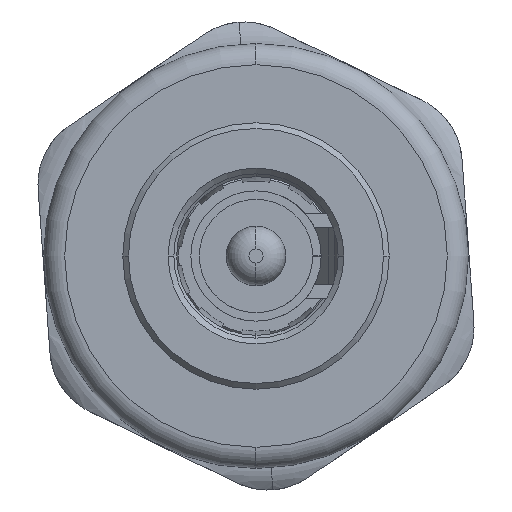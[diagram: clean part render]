
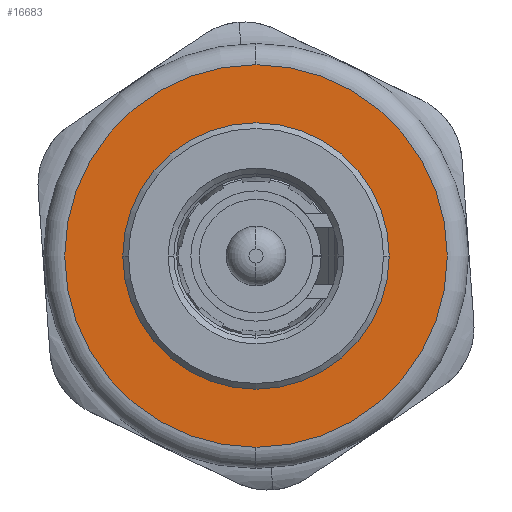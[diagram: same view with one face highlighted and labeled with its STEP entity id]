
A CAD part, left-side view. The second image highlights one B-rep face of the part: STEP entity #16683.
In plain terms, the highlighted planar face has unit normal (-1, 0, 0).
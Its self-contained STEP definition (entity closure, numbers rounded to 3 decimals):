
#614 = VERTEX_POINT ( 'NONE', #2804 ) ;
#733 = AXIS2_PLACEMENT_3D ( 'NONE', #19208, #9538, #2098 ) ;
#962 = CARTESIAN_POINT ( 'NONE',  ( 0., 0., 0. ) ) ;
#1958 = CIRCLE ( 'NONE', #20499, 6.75 ) ;
#1982 = CIRCLE ( 'NONE', #17547, 6.75 ) ;
#1985 = DIRECTION ( 'NONE',  ( 0., 0., 1. ) ) ;
#2098 = DIRECTION ( 'NONE',  ( 0., 0., 1. ) ) ;
#2288 = AXIS2_PLACEMENT_3D ( 'NONE', #962, #16003, #9782 ) ;
#2804 = CARTESIAN_POINT ( 'NONE',  ( 0., 0., -4.7 ) ) ;
#2946 = EDGE_LOOP ( 'NONE', ( #18173, #9289 ) ) ;
#3127 = CARTESIAN_POINT ( 'NONE',  ( 0., 0., 0. ) ) ;
#3320 = VERTEX_POINT ( 'NONE', #9390 ) ;
#4264 = CARTESIAN_POINT ( 'NONE',  ( 0., 0., 0. ) ) ;
#5702 = EDGE_CURVE ( 'NONE', #3320, #614, #15956, .T. ) ;
#5911 = CIRCLE ( 'NONE', #2288, 4.7 ) ;
#7231 = CARTESIAN_POINT ( 'NONE',  ( 0., 0., -6.75 ) ) ;
#8509 = FACE_BOUND ( 'NONE', #2946, .T. ) ;
#8721 = PLANE ( 'NONE',  #13880 ) ;
#8722 = DIRECTION ( 'NONE',  ( 0., 0., 1. ) ) ;
#9289 = ORIENTED_EDGE ( 'NONE', *, *, #15410, .F. ) ;
#9390 = CARTESIAN_POINT ( 'NONE',  ( 0., 0., 4.7 ) ) ;
#9538 = DIRECTION ( 'NONE',  ( -1., 0., 0. ) ) ;
#9720 = EDGE_CURVE ( 'NONE', #18020, #11309, #1958, .T. ) ;
#9782 = DIRECTION ( 'NONE',  ( 0., 0., 1. ) ) ;
#10773 = CARTESIAN_POINT ( 'NONE',  ( 0., 0., 6.75 ) ) ;
#11309 = VERTEX_POINT ( 'NONE', #10773 ) ;
#11441 = EDGE_LOOP ( 'NONE', ( #13131, #13815 ) ) ;
#11804 = DIRECTION ( 'NONE',  ( 1., 0., 0. ) ) ;
#12840 = CARTESIAN_POINT ( 'NONE',  ( 0., 0., -6.75 ) ) ;
#13131 = ORIENTED_EDGE ( 'NONE', *, *, #17200, .T. ) ;
#13815 = ORIENTED_EDGE ( 'NONE', *, *, #9720, .T. ) ;
#13880 = AXIS2_PLACEMENT_3D ( 'NONE', #7231, #11804, #16598 ) ;
#14942 = FACE_OUTER_BOUND ( 'NONE', #11441, .T. ) ;
#15410 = EDGE_CURVE ( 'NONE', #614, #3320, #5911, .T. ) ;
#15956 = CIRCLE ( 'NONE', #733, 4.7 ) ;
#16003 = DIRECTION ( 'NONE',  ( -1., 0., 0. ) ) ;
#16598 = DIRECTION ( 'NONE',  ( 0., 0., -1. ) ) ;
#16683 = ADVANCED_FACE ( 'NONE', ( #8509, #14942 ), #8721, .F. ) ;
#17200 = EDGE_CURVE ( 'NONE', #11309, #18020, #1982, .T. ) ;
#17424 = DIRECTION ( 'NONE',  ( -1., 0., 0. ) ) ;
#17547 = AXIS2_PLACEMENT_3D ( 'NONE', #4264, #19936, #8722 ) ;
#18020 = VERTEX_POINT ( 'NONE', #12840 ) ;
#18173 = ORIENTED_EDGE ( 'NONE', *, *, #5702, .F. ) ;
#19208 = CARTESIAN_POINT ( 'NONE',  ( 0., 0., 0. ) ) ;
#19936 = DIRECTION ( 'NONE',  ( -1., 0., 0. ) ) ;
#20499 = AXIS2_PLACEMENT_3D ( 'NONE', #3127, #17424, #1985 ) ;
